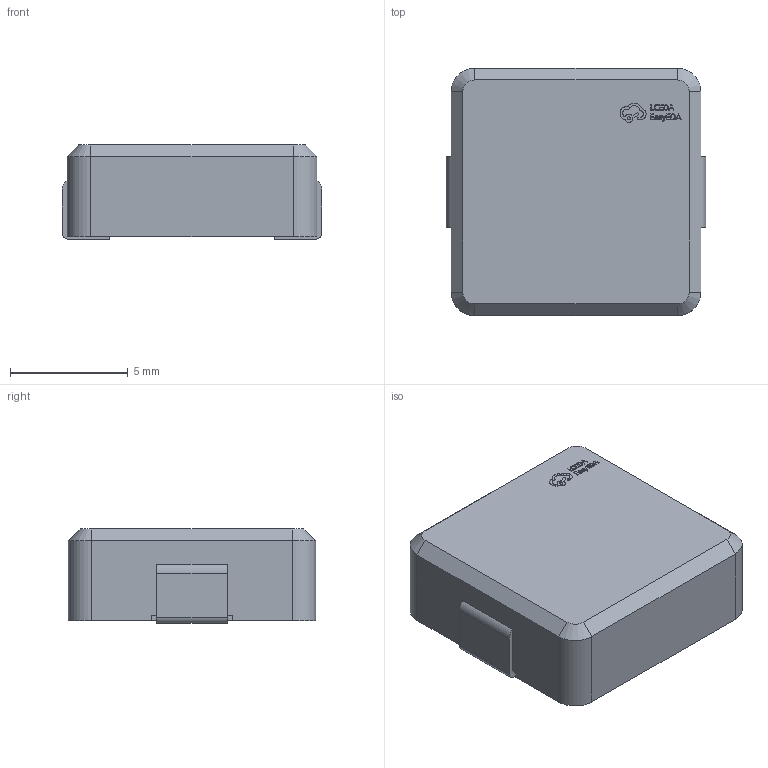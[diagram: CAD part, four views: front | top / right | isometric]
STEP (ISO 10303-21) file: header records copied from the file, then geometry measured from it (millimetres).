
FILE_DESCRIPTION(/* description */ ('Designed by EasyEDA Pro'),/* implementation_level */ '2;1');
FILE_NAME(/* name */ 'SL1050 100M.stp',/* time_stamp */ '2025-10-03T13:28:10+02:00',/* author */ ('tore.ladika'),/* organization */ ('Open CASCADE'),/* preprocessor_version */ 'ST-DEVELOPER v19',/* originating_system */ 'Autodesk Inventor 2023',/* authorisation */ 'Unknown');
FILE_SCHEMA (('AUTOMOTIVE_DESIGN { 1 0 10303 214 3 1 1 }'));
Length unit declared in the file: millimetre
Products named in the file (3): EasyEDA PCB Model~74QO; L1~IND-SMD_L11.0-W10.5_SL1050-330M~IND-SMD_L11.0-W10.5_SL1050-330M~74
QO; IND-SMD_L11.0-W10.5_SL1050-330M~IND-SMD_L11.0-W10.5_SL1050-330M~74QO
Assembly tree (2 placements, depth 3):
  EasyEDA PCB Model~74QO
    L1~IND-SMD_L11.0-W10.5_SL1050-330M~IND-SMD_L11.0-W10.5_SL1050-330M~74
QO
      IND-SMD_L11.0-W10.5_SL1050-330M~IND-SMD_L11.0-W10.5_SL1050-330M~74QO
Bounding box: 11 x 10.5 x 4.01 mm (x, y, z)
Volume: 428.8 mm3; surface area: 378.4 mm2
Topology: 1 solids, 1 shells, 264 faces, 721 edges, 478 vertices
Faces by surface type: plane 154, bspline 98, cylinder 8, cone 4
Entity records: 8957 total; most frequent: CARTESIAN_POINT 2510, ORIENTED_EDGE 1442, DIRECTION 1055, EDGE_CURVE 721, LINE 505, VECTOR 505, VERTEX_POINT 478, EDGE_LOOP 283
